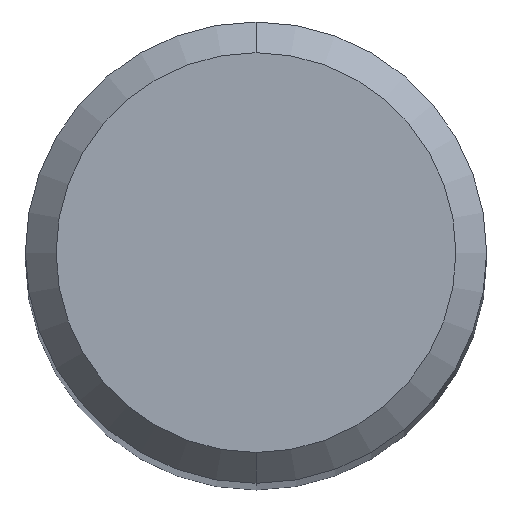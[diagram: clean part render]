
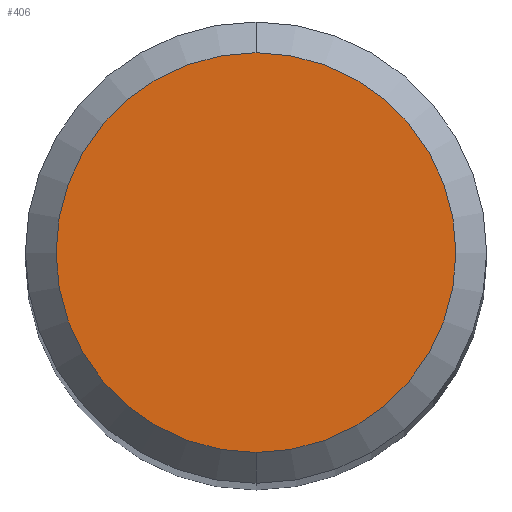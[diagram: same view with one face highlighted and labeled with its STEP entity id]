
A CAD part, top view. The second image highlights one B-rep face of the part: STEP entity #406.
In plain terms, the highlighted planar face has unit normal (0, 0, 1).
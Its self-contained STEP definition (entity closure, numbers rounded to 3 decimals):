
#352=VERTEX_POINT('',#1005);
#392=VERTEX_POINT('',#1050);
#406=ADVANCED_FACE('',(#1067),#1068,.T.);
#516=EDGE_CURVE('',#352,#392,#1187,.T.);
#734=EDGE_CURVE('',#392,#352,#1424,.T.);
#1005=CARTESIAN_POINT('',(0.,-2.6,0.0));
#1050=CARTESIAN_POINT('',(0.0,2.6,0.0));
#1067=FACE_OUTER_BOUND('',#3060,.T.);
#1068=PLANE('',#3061);
#1187=CIRCLE('',#4032,2.6);
#1424=CIRCLE('',#7210,2.6);
#3060=EDGE_LOOP('',(#10048,#10049));
#3061=AXIS2_PLACEMENT_3D('',#10050,#10051,#10052);
#4032=AXIS2_PLACEMENT_3D('',#10162,#10163,#10164);
#7210=AXIS2_PLACEMENT_3D('',#10424,#10425,#10426);
#10048=ORIENTED_EDGE('',*,*,#734,.F.);
#10049=ORIENTED_EDGE('',*,*,#516,.F.);
#10050=CARTESIAN_POINT('',(0.0,1.3,0.0));
#10051=DIRECTION('',(-0.0,0.0,1.0));
#10052=DIRECTION('',(0.0,-1.0,0.0));
#10162=CARTESIAN_POINT('',(0.0,0.0,0.0));
#10163=DIRECTION('',(0.0,0.0,-1.0));
#10164=DIRECTION('',(0.0,1.0,0.0));
#10424=CARTESIAN_POINT('',(0.0,0.0,0.0));
#10425=DIRECTION('',(0.0,0.0,-1.0));
#10426=DIRECTION('',(0.0,1.0,0.0));
